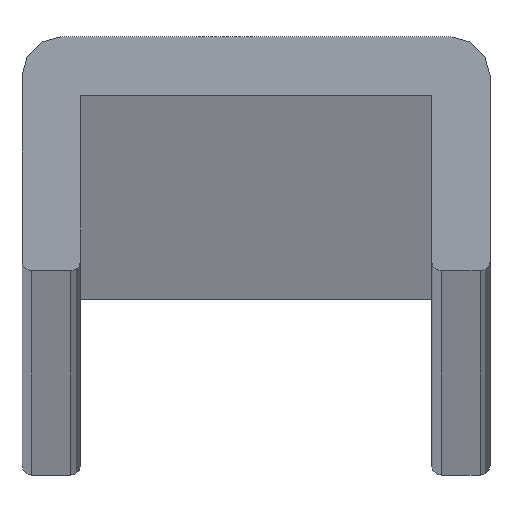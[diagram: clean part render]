
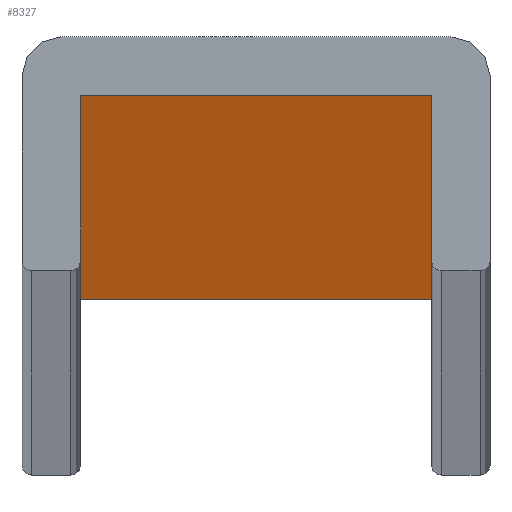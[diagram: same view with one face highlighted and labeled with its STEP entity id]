
A CAD part, top view. The second image highlights one B-rep face of the part: STEP entity #8327.
In plain terms, the highlighted planar face has unit normal (0, -1, 0).
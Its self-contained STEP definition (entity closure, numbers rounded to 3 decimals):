
#56 = VERTEX_POINT ( 'NONE', #2469 ) ;
#403 = EDGE_CURVE ( 'NONE', #4767, #745, #3715, .T. ) ;
#745 = VERTEX_POINT ( 'NONE', #13213 ) ;
#951 = LINE ( 'NONE', #10969, #10011 ) ;
#1205 = PLANE ( 'NONE',  #15028 ) ;
#2366 = CARTESIAN_POINT ( 'NONE',  ( -9., 9., 3000. ) ) ;
#2466 = DIRECTION ( 'NONE',  ( 0., 1., 0. ) ) ;
#2469 = CARTESIAN_POINT ( 'NONE',  ( 9., 9., -3000. ) ) ;
#2803 = VECTOR ( 'NONE', #14735, 1000. ) ;
#3471 = ORIENTED_EDGE ( 'NONE', *, *, #403, .F. ) ;
#3715 = LINE ( 'NONE', #13606, #2803 ) ;
#4214 = DIRECTION ( 'NONE',  ( 0., 0., -1. ) ) ;
#4767 = VERTEX_POINT ( 'NONE', #7404 ) ;
#4863 = EDGE_CURVE ( 'NONE', #4767, #7106, #8695, .T. ) ;
#5498 = VECTOR ( 'NONE', #4214, 1000. ) ;
#6326 = EDGE_CURVE ( 'NONE', #7106, #56, #951, .T. ) ;
#6663 = LINE ( 'NONE', #11988, #9276 ) ;
#7106 = VERTEX_POINT ( 'NONE', #10303 ) ;
#7159 = ORIENTED_EDGE ( 'NONE', *, *, #13735, .F. ) ;
#7187 = ORIENTED_EDGE ( 'NONE', *, *, #6326, .T. ) ;
#7404 = CARTESIAN_POINT ( 'NONE',  ( -9., 9., 3000. ) ) ;
#7665 = CARTESIAN_POINT ( 'NONE',  ( -9., 9., 3000. ) ) ;
#8327 = ADVANCED_FACE ( 'NONE', ( #8851 ), #1205, .F. ) ;
#8695 = LINE ( 'NONE', #7665, #5498 ) ;
#8851 = FACE_OUTER_BOUND ( 'NONE', #12047, .T. ) ;
#9276 = VECTOR ( 'NONE', #13203, 1000. ) ;
#9910 = DIRECTION ( 'NONE',  ( 1., 0., 0. ) ) ;
#10011 = VECTOR ( 'NONE', #9910, 1000. ) ;
#10303 = CARTESIAN_POINT ( 'NONE',  ( -9., 9., -3000. ) ) ;
#10969 = CARTESIAN_POINT ( 'NONE',  ( -9., 9., -3000. ) ) ;
#11988 = CARTESIAN_POINT ( 'NONE',  ( 9., 9., 3000. ) ) ;
#11989 = DIRECTION ( 'NONE',  ( 0., 0., 1. ) ) ;
#12047 = EDGE_LOOP ( 'NONE', ( #7187, #7159, #3471, #15058 ) ) ;
#13203 = DIRECTION ( 'NONE',  ( 0., 0., -1. ) ) ;
#13213 = CARTESIAN_POINT ( 'NONE',  ( 9., 9., 3000. ) ) ;
#13606 = CARTESIAN_POINT ( 'NONE',  ( -9., 9., 3000. ) ) ;
#13735 = EDGE_CURVE ( 'NONE', #745, #56, #6663, .T. ) ;
#14735 = DIRECTION ( 'NONE',  ( 1., 0., 0. ) ) ;
#15028 = AXIS2_PLACEMENT_3D ( 'NONE', #2366, #2466, #11989 ) ;
#15058 = ORIENTED_EDGE ( 'NONE', *, *, #4863, .T. ) ;
